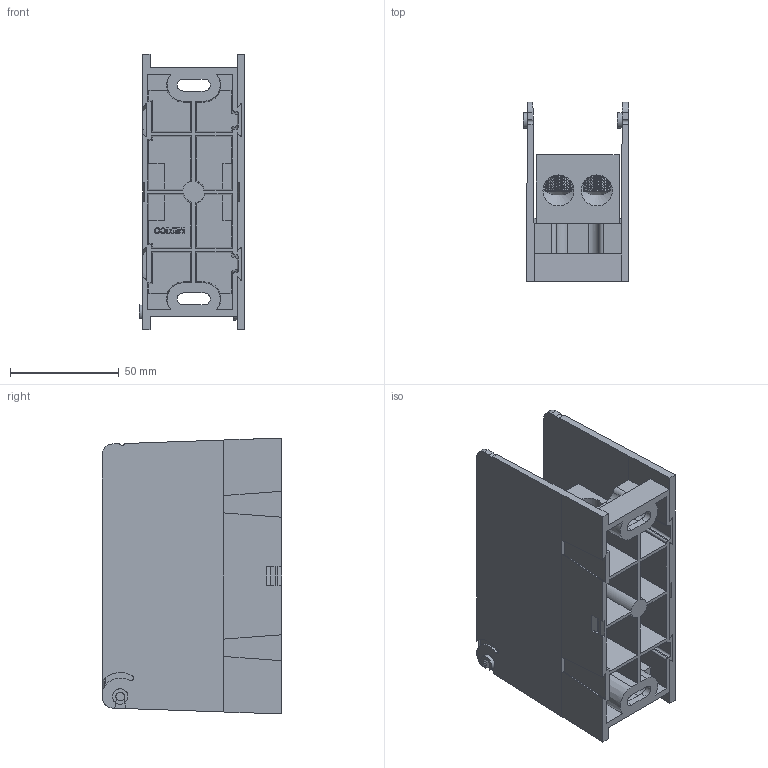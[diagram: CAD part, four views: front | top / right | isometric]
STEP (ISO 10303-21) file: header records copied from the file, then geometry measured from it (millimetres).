
FILE_DESCRIPTION (( 'STEP AP214' ), '1' );
FILE_NAME ('701974rev-1P.STEP', '2013-12-13T19:54:18', ( '' ), ( '' ), 'SwSTEP 2.0', 'SolidWorks 2013', '' );
FILE_SCHEMA (( 'AUTOMOTIVE_DESIGN' ));
Length unit declared in the file: inch
Products named in the file (9): 701974rev-1P_1_4; 701974rev-1P_1_3; 701974rev-1P_1_6; 701974rev-1P; 701974rev-1P_1_8; 701974rev-1P_1_2; 701974rev-1P_1_7; 701974rev-1P_1; 701974rev-1P_1_5
Assembly tree (8 placements, depth 2):
  701974rev-1P
    701974rev-1P_1_6
    701974rev-1P_1_3
    701974rev-1P_1_4
    701974rev-1P_1_5
    701974rev-1P_1
    701974rev-1P_1_7
    701974rev-1P_1_2
    701974rev-1P_1_8
Bounding box: 48.6 x 82.55 x 127.01 mm (x, y, z)
Surface area: 97915.1 mm2 (no closed solid volume)
Topology: 0 solids, 8 shells, 706 faces, 1875 edges, 1202 vertices
Faces by surface type: plane 303, cylinder 208, cone 163, bspline 32
Full cylindrical faces by diameter (mm): 4.064 x1, 4.928 x1, 6.909 x1, 7.112 x1, 10.795 x1, 11.509 x4, 11.531 x48, 12.7 x45, 14.275 x4
Entity records: 45723 total; most frequent: CARTESIAN_POINT 21619, ORIENTED_EDGE 2932, DIRECTION 2767, EDGE_CURVE 1481, VERTEX_POINT 1036, AXIS2_PLACEMENT_3D 988, EDGE_LOOP 957, FACE_OUTER_BOUND 809
